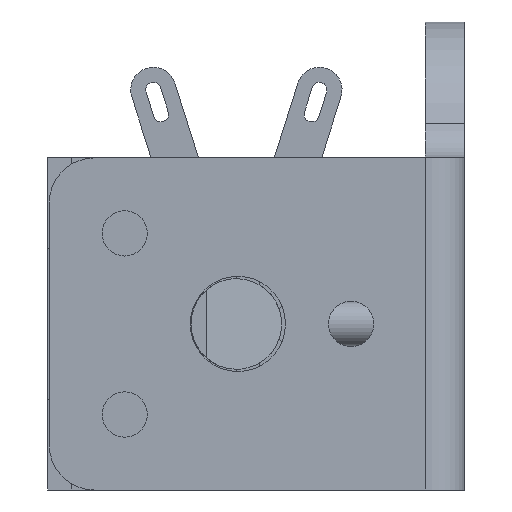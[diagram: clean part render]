
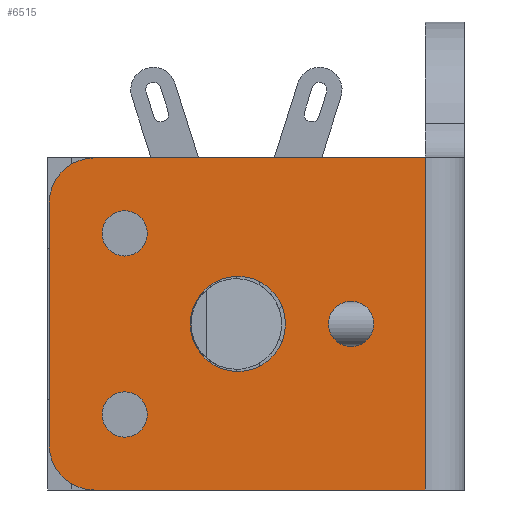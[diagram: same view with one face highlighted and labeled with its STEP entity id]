
A CAD part, left-side view. The second image highlights one B-rep face of the part: STEP entity #6515.
In plain terms, the highlighted planar face has unit normal (-1, 0, 0).
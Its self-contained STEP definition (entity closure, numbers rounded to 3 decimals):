
#78 = VERTEX_POINT ( 'NONE', #10534 ) ;
#171 = DIRECTION ( 'NONE',  ( 0., 0., 1. ) ) ;
#374 = DIRECTION ( 'NONE',  ( 0., 0., 1. ) ) ;
#387 = AXIS2_PLACEMENT_3D ( 'NONE', #3566, #9289, #4366 ) ;
#437 = AXIS2_PLACEMENT_3D ( 'NONE', #1829, #7489, #2641 ) ;
#606 = CARTESIAN_POINT ( 'NONE',  ( -15., 1000., -22. ) ) ;
#613 = FACE_BOUND ( 'NONE', #3068, .T. ) ;
#701 = CIRCLE ( 'NONE', #5418, 1.5 ) ;
#736 = CIRCLE ( 'NONE', #3178, 3. ) ;
#977 = DIRECTION ( 'NONE',  ( -1., 0., 0. ) ) ;
#1179 = ORIENTED_EDGE ( 'NONE', *, *, #7586, .F. ) ;
#1269 = ORIENTED_EDGE ( 'NONE', *, *, #3651, .F. ) ;
#1282 = CARTESIAN_POINT ( 'NONE',  ( -15., 7.5, -9.5 ) ) ;
#1429 = DIRECTION ( 'NONE',  ( 0., -1., 0. ) ) ;
#1476 = CARTESIAN_POINT ( 'NONE',  ( -15., 2.6, -22. ) ) ;
#1478 = CARTESIAN_POINT ( 'NONE',  ( -15., 7.5, -11. ) ) ;
#1482 = DIRECTION ( 'NONE',  ( 0., 0., 1. ) ) ;
#1523 = CARTESIAN_POINT ( 'NONE',  ( -15., 15., -7.85 ) ) ;
#1613 = AXIS2_PLACEMENT_3D ( 'NONE', #3858, #9590, #4682 ) ;
#1682 = CARTESIAN_POINT ( 'NONE',  ( -15., 22.5, -18.5 ) ) ;
#1722 = ORIENTED_EDGE ( 'NONE', *, *, #3839, .T. ) ;
#1787 = DIRECTION ( 'NONE',  ( 0., -1., 0. ) ) ;
#1829 = CARTESIAN_POINT ( 'NONE',  ( -15., 24.5, -3. ) ) ;
#2292 = DIRECTION ( 'NONE',  ( 0., 0., 1. ) ) ;
#2298 = CARTESIAN_POINT ( 'NONE',  ( -15., 27.5, 0. ) ) ;
#2578 = DIRECTION ( 'NONE',  ( -1., 0., 0. ) ) ;
#2641 = DIRECTION ( 'NONE',  ( 0., 0., 1. ) ) ;
#2757 = FACE_BOUND ( 'NONE', #9904, .T. ) ;
#2925 = DIRECTION ( 'NONE',  ( 0., 0., 1. ) ) ;
#2963 = CARTESIAN_POINT ( 'NONE',  ( -15., 1000., -22. ) ) ;
#3020 = FACE_BOUND ( 'NONE', #5908, .T. ) ;
#3068 = EDGE_LOOP ( 'NONE', ( #1179, #9137 ) ) ;
#3147 = VECTOR ( 'NONE', #1429, 1000. ) ;
#3178 = AXIS2_PLACEMENT_3D ( 'NONE', #8868, #3957, #9688 ) ;
#3266 = VERTEX_POINT ( 'NONE', #10332 ) ;
#3268 = CIRCLE ( 'NONE', #9862, 3.15 ) ;
#3285 = EDGE_CURVE ( 'NONE', #8872, #5993, #5516, .T. ) ;
#3324 = AXIS2_PLACEMENT_3D ( 'NONE', #4044, #9772, #4865 ) ;
#3456 = EDGE_CURVE ( 'NONE', #3266, #7413, #3741, .T. ) ;
#3541 = EDGE_CURVE ( 'NONE', #7963, #3819, #3268, .T. ) ;
#3566 = CARTESIAN_POINT ( 'NONE',  ( -15., 22.5, -17. ) ) ;
#3618 = VECTOR ( 'NONE', #2925, 1000. ) ;
#3651 = EDGE_CURVE ( 'NONE', #78, #7896, #8466, .T. ) ;
#3732 = EDGE_CURVE ( 'NONE', #5993, #6107, #7698, .T. ) ;
#3741 = CIRCLE ( 'NONE', #3324, 1.5 ) ;
#3819 = VERTEX_POINT ( 'NONE', #1523 ) ;
#3839 = EDGE_CURVE ( 'NONE', #6818, #8872, #736, .T. ) ;
#3858 = CARTESIAN_POINT ( 'NONE',  ( -15., 15., -11. ) ) ;
#3957 = DIRECTION ( 'NONE',  ( -1., 0., 0. ) ) ;
#4044 = CARTESIAN_POINT ( 'NONE',  ( -15., 22.5, -17. ) ) ;
#4075 = CIRCLE ( 'NONE', #7251, 1.5 ) ;
#4242 = EDGE_CURVE ( 'NONE', #6818, #9037, #8207, .T. ) ;
#4285 = ORIENTED_EDGE ( 'NONE', *, *, #8276, .T. ) ;
#4366 = DIRECTION ( 'NONE',  ( 0., 0., 1. ) ) ;
#4370 = CARTESIAN_POINT ( 'NONE',  ( -15., 24.5, 0. ) ) ;
#4505 = CARTESIAN_POINT ( 'NONE',  ( -15., 22.5, -6.5 ) ) ;
#4548 = EDGE_CURVE ( 'NONE', #7413, #3266, #8074, .T. ) ;
#4566 = DIRECTION ( 'NONE',  ( 1., 0., 0. ) ) ;
#4603 = CARTESIAN_POINT ( 'NONE',  ( -15., 15., -14.15 ) ) ;
#4642 = EDGE_LOOP ( 'NONE', ( #7719, #5619, #7315, #4285, #8657, #1722 ) ) ;
#4682 = DIRECTION ( 'NONE',  ( 0., 0., 1. ) ) ;
#4865 = DIRECTION ( 'NONE',  ( 0., 0., 1. ) ) ;
#4889 = FACE_OUTER_BOUND ( 'NONE', #4642, .T. ) ;
#5007 = DIRECTION ( 'NONE',  ( -1., 0., 0. ) ) ;
#5201 = DIRECTION ( 'NONE',  ( -1., 0., 0. ) ) ;
#5271 = ORIENTED_EDGE ( 'NONE', *, *, #4548, .F. ) ;
#5398 = CARTESIAN_POINT ( 'NONE',  ( -15., 27.5, -3. ) ) ;
#5418 = AXIS2_PLACEMENT_3D ( 'NONE', #5786, #977, #6592 ) ;
#5514 = ORIENTED_EDGE ( 'NONE', *, *, #10041, .F. ) ;
#5516 = LINE ( 'NONE', #606, #3147 ) ;
#5572 = VERTEX_POINT ( 'NONE', #4505 ) ;
#5619 = ORIENTED_EDGE ( 'NONE', *, *, #3732, .T. ) ;
#5782 = CARTESIAN_POINT ( 'NONE',  ( -15., 1000., 0. ) ) ;
#5786 = CARTESIAN_POINT ( 'NONE',  ( -15., 22.5, -5. ) ) ;
#5908 = EDGE_LOOP ( 'NONE', ( #6535, #5271 ) ) ;
#5993 = VERTEX_POINT ( 'NONE', #1476 ) ;
#6107 = VERTEX_POINT ( 'NONE', #7266 ) ;
#6210 = ORIENTED_EDGE ( 'NONE', *, *, #6964, .F. ) ;
#6515 = ADVANCED_FACE ( 'NONE', ( #4889, #3020, #9255, #2757, #613 ), #6984, .F. ) ;
#6535 = ORIENTED_EDGE ( 'NONE', *, *, #3456, .F. ) ;
#6592 = DIRECTION ( 'NONE',  ( 0., 0., 1. ) ) ;
#6818 = VERTEX_POINT ( 'NONE', #9082 ) ;
#6964 = EDGE_CURVE ( 'NONE', #5572, #9399, #701, .T. ) ;
#6984 = PLANE ( 'NONE',  #8687 ) ;
#7115 = DIRECTION ( 'NONE',  ( -1., 0., 0. ) ) ;
#7251 = AXIS2_PLACEMENT_3D ( 'NONE', #9914, #5007, #171 ) ;
#7266 = CARTESIAN_POINT ( 'NONE',  ( -15., 2.6, 0. ) ) ;
#7315 = ORIENTED_EDGE ( 'NONE', *, *, #9240, .F. ) ;
#7413 = VERTEX_POINT ( 'NONE', #1682 ) ;
#7415 = CIRCLE ( 'NONE', #7432, 1.5 ) ;
#7428 = CARTESIAN_POINT ( 'NONE',  ( -15., 15., -11. ) ) ;
#7432 = AXIS2_PLACEMENT_3D ( 'NONE', #1478, #7115, #2292 ) ;
#7489 = DIRECTION ( 'NONE',  ( -1., 0., 0. ) ) ;
#7586 = EDGE_CURVE ( 'NONE', #3819, #7963, #9337, .T. ) ;
#7698 = LINE ( 'NONE', #7861, #3618 ) ;
#7719 = ORIENTED_EDGE ( 'NONE', *, *, #3285, .T. ) ;
#7728 = CARTESIAN_POINT ( 'NONE',  ( -15., 22.5, -3.5 ) ) ;
#7801 = VECTOR ( 'NONE', #1787, 1000. ) ;
#7861 = CARTESIAN_POINT ( 'NONE',  ( -15., 2.6, 0. ) ) ;
#7896 = VERTEX_POINT ( 'NONE', #1282 ) ;
#7963 = VERTEX_POINT ( 'NONE', #4603 ) ;
#8074 = CIRCLE ( 'NONE', #387, 1.5 ) ;
#8133 = ORIENTED_EDGE ( 'NONE', *, *, #9104, .F. ) ;
#8207 = LINE ( 'NONE', #2298, #9859 ) ;
#8256 = DIRECTION ( 'NONE',  ( 0., 0., 1. ) ) ;
#8276 = EDGE_CURVE ( 'NONE', #8892, #9037, #10343, .T. ) ;
#8466 = CIRCLE ( 'NONE', #10411, 1.5 ) ;
#8657 = ORIENTED_EDGE ( 'NONE', *, *, #4242, .F. ) ;
#8687 = AXIS2_PLACEMENT_3D ( 'NONE', #2963, #4566, #10283 ) ;
#8836 = EDGE_LOOP ( 'NONE', ( #5514, #6210 ) ) ;
#8868 = CARTESIAN_POINT ( 'NONE',  ( -15., 24.5, -19. ) ) ;
#8872 = VERTEX_POINT ( 'NONE', #10097 ) ;
#8892 = VERTEX_POINT ( 'NONE', #4370 ) ;
#9037 = VERTEX_POINT ( 'NONE', #5398 ) ;
#9082 = CARTESIAN_POINT ( 'NONE',  ( -15., 27.5, -19. ) ) ;
#9104 = EDGE_CURVE ( 'NONE', #7896, #78, #7415, .T. ) ;
#9137 = ORIENTED_EDGE ( 'NONE', *, *, #3541, .F. ) ;
#9240 = EDGE_CURVE ( 'NONE', #8892, #6107, #10221, .T. ) ;
#9255 = FACE_BOUND ( 'NONE', #8836, .T. ) ;
#9289 = DIRECTION ( 'NONE',  ( -1., 0., 0. ) ) ;
#9337 = CIRCLE ( 'NONE', #1613, 3.15 ) ;
#9399 = VERTEX_POINT ( 'NONE', #7728 ) ;
#9590 = DIRECTION ( 'NONE',  ( -1., 0., 0. ) ) ;
#9688 = DIRECTION ( 'NONE',  ( 0., 0., 1. ) ) ;
#9772 = DIRECTION ( 'NONE',  ( -1., 0., 0. ) ) ;
#9859 = VECTOR ( 'NONE', #1482, 1000. ) ;
#9862 = AXIS2_PLACEMENT_3D ( 'NONE', #7428, #2578, #8256 ) ;
#9904 = EDGE_LOOP ( 'NONE', ( #8133, #1269 ) ) ;
#9914 = CARTESIAN_POINT ( 'NONE',  ( -15., 22.5, -5. ) ) ;
#10041 = EDGE_CURVE ( 'NONE', #9399, #5572, #4075, .T. ) ;
#10097 = CARTESIAN_POINT ( 'NONE',  ( -15., 24.5, -22. ) ) ;
#10108 = CARTESIAN_POINT ( 'NONE',  ( -15., 7.5, -11. ) ) ;
#10221 = LINE ( 'NONE', #5782, #7801 ) ;
#10283 = DIRECTION ( 'NONE',  ( 0., 0., -1. ) ) ;
#10332 = CARTESIAN_POINT ( 'NONE',  ( -15., 22.5, -15.5 ) ) ;
#10343 = CIRCLE ( 'NONE', #437, 3. ) ;
#10411 = AXIS2_PLACEMENT_3D ( 'NONE', #10108, #5201, #374 ) ;
#10534 = CARTESIAN_POINT ( 'NONE',  ( -15., 7.5, -12.5 ) ) ;
